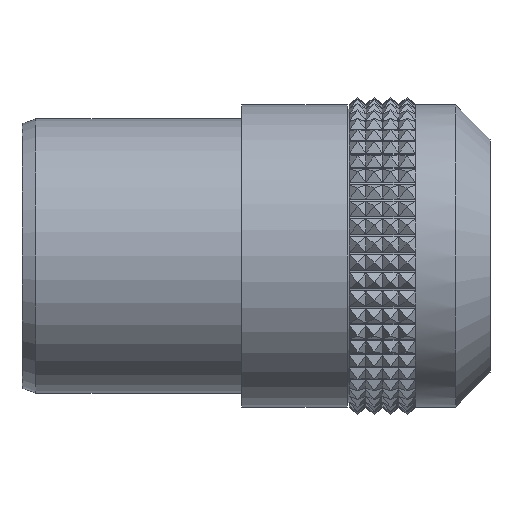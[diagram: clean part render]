
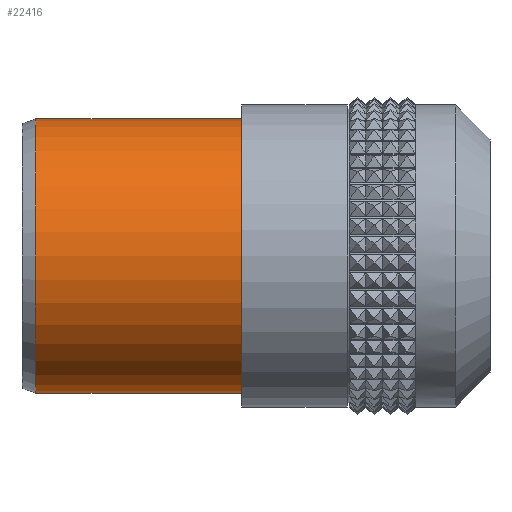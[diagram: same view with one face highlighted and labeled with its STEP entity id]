
A CAD part, front view. The second image highlights one B-rep face of the part: STEP entity #22416.
In plain terms, the highlighted cylindrical face has radius 15.85 mm (diameter 31.699 mm), a partial arc.
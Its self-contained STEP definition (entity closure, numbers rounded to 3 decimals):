
#2672 = LINE ( 'NONE', #14710, #12043 ) ;
#2674 = LINE ( 'NONE', #14691, #12024 ) ;
#3320 = FACE_OUTER_BOUND ( 'NONE', #16696, .T. ) ;
#3321 = CYLINDRICAL_SURFACE ( 'NONE', #10617, 15.85 ) ;
#5040 = EDGE_CURVE ( 'NONE', #17380, #17408, #7785, .T. ) ;
#5912 = EDGE_CURVE ( 'NONE', #17353, #17487, #12001, .T. ) ;
#6082 = EDGE_CURVE ( 'NONE', #17487, #17408, #2672, .T. ) ;
#6099 = EDGE_CURVE ( 'NONE', #17353, #17380, #2674, .T. ) ;
#7785 = CIRCLE ( 'NONE', #7806, 15.85 ) ;
#7806 = AXIS2_PLACEMENT_3D ( 'NONE', #9155, #9147, #9150 ) ;
#9147 = DIRECTION ( 'NONE',  ( -1., 0., 0. ) ) ;
#9150 = DIRECTION ( 'NONE',  ( 0., 0., 1. ) ) ;
#9155 = CARTESIAN_POINT ( 'NONE',  ( -17.463, 0., 0. ) ) ;
#10617 = AXIS2_PLACEMENT_3D ( 'NONE', #20095, #20097, #20098 ) ;
#11367 = ORIENTED_EDGE ( 'NONE', *, *, #5040, .F. ) ;
#11699 = ORIENTED_EDGE ( 'NONE', *, *, #6099, .F. ) ;
#11725 = ORIENTED_EDGE ( 'NONE', *, *, #6082, .T. ) ;
#11751 = ORIENTED_EDGE ( 'NONE', *, *, #5912, .T. ) ;
#11978 = AXIS2_PLACEMENT_3D ( 'NONE', #14925, #14924, #14920 ) ;
#12001 = CIRCLE ( 'NONE', #11978, 15.85 ) ;
#12024 = VECTOR ( 'NONE', #14689, 1000. ) ;
#12043 = VECTOR ( 'NONE', #14707, 1000. ) ;
#14689 = DIRECTION ( 'NONE',  ( -1., 0., 0. ) ) ;
#14691 = CARTESIAN_POINT ( 'NONE',  ( -47.095, 0., -15.85 ) ) ;
#14707 = DIRECTION ( 'NONE',  ( -1., 0., 0. ) ) ;
#14710 = CARTESIAN_POINT ( 'NONE',  ( -47.095, 0., 15.85 ) ) ;
#14920 = DIRECTION ( 'NONE',  ( 0., 0., -1. ) ) ;
#14924 = DIRECTION ( 'NONE',  ( -1., 0., 0. ) ) ;
#14925 = CARTESIAN_POINT ( 'NONE',  ( 6.35, 0., 0. ) ) ;
#16696 = EDGE_LOOP ( 'NONE', ( #11699, #11751, #11725, #11367 ) ) ;
#17353 = VERTEX_POINT ( 'NONE', #20484 ) ;
#17380 = VERTEX_POINT ( 'NONE', #20508 ) ;
#17408 = VERTEX_POINT ( 'NONE', #20222 ) ;
#17487 = VERTEX_POINT ( 'NONE', #20437 ) ;
#20095 = CARTESIAN_POINT ( 'NONE',  ( -47.095, 0., 0. ) ) ;
#20097 = DIRECTION ( 'NONE',  ( -1., 0., 0. ) ) ;
#20098 = DIRECTION ( 'NONE',  ( 0., 0., 1. ) ) ;
#20222 = CARTESIAN_POINT ( 'NONE',  ( -17.463, 0., 15.85 ) ) ;
#20437 = CARTESIAN_POINT ( 'NONE',  ( 6.35, 0., 15.85 ) ) ;
#20484 = CARTESIAN_POINT ( 'NONE',  ( 6.35, 0., -15.85 ) ) ;
#20508 = CARTESIAN_POINT ( 'NONE',  ( -17.463, 0., -15.85 ) ) ;
#22416 = ADVANCED_FACE ( 'NONE', ( #3320 ), #3321, .T. ) ;
